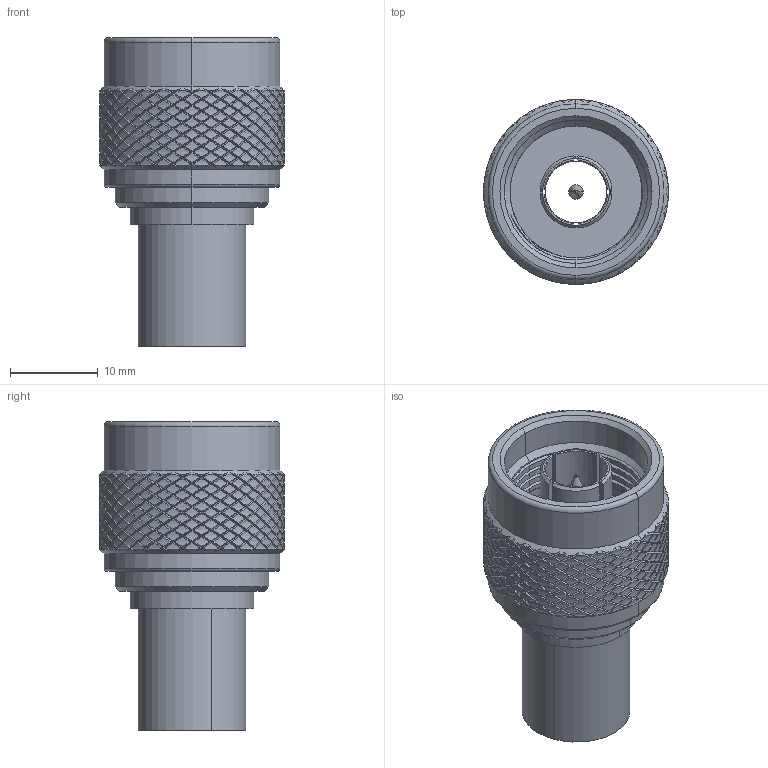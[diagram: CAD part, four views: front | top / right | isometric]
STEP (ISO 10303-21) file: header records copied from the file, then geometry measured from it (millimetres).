
FILE_DESCRIPTION (( 'STEP AP214' ), '1' );
FILE_NAME ('25-005-B3-AN.STEP', '2024-10-31T10:17:57', ( '' ), ( '' ), 'SwSTEP 2.0', 'SolidWorks 2024', '' );
FILE_SCHEMA (( 'AUTOMOTIVE_DESIGN' ));
Length unit declared in the file: millimetre
Products named in the file (1): 25-005-B3-AN
Bounding box: 21 x 21 x 35.1 mm (x, y, z)
Surface area: 4815 mm2 (no closed solid volume)
Topology: 0 solids, 10 shells, 2215 faces, 5064 edges, 2837 vertices
Faces by surface type: bspline 1681, cylinder 477, cone 28, plane 23, torus 4, sphere 2
Entity records: 113601 total; most frequent: CARTESIAN_POINT 84203, ORIENTED_EDGE 9645, EDGE_CURVE 5064, VERTEX_POINT 2837, EDGE_LOOP 2222, ADVANCED_FACE 2215, FACE_OUTER_BOUND 2215, DIRECTION 1892
